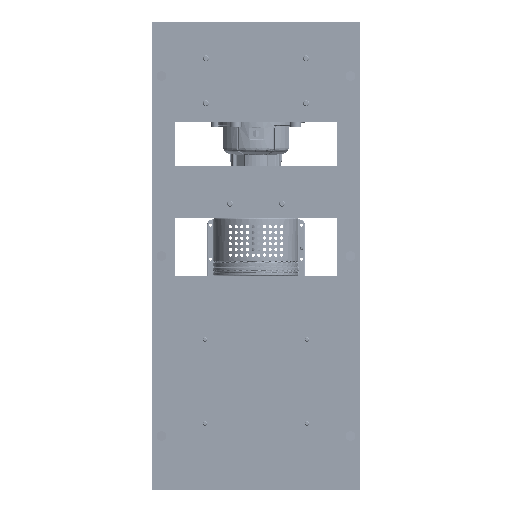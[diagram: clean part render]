
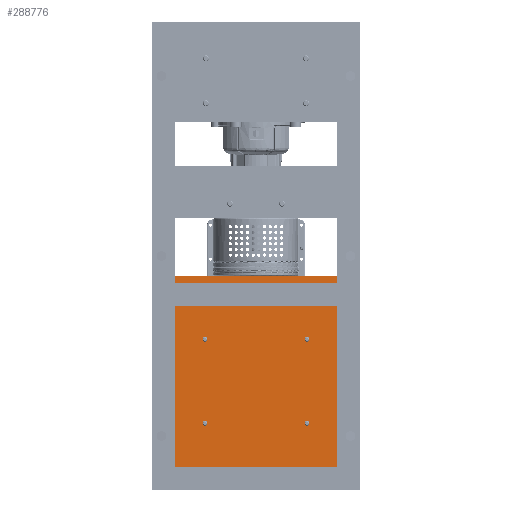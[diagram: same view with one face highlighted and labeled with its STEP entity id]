
A CAD part, front view. The second image highlights one B-rep face of the part: STEP entity #288776.
In plain terms, the highlighted planar face has unit normal (0, -1, 0).
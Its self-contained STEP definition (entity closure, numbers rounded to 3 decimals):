
#1160 = CARTESIAN_POINT ( 'NONE',  ( 8.75, 0., 8.29 ) ) ;
#8460 = PLANE ( 'NONE',  #367439 ) ;
#12946 = DIRECTION ( 'NONE',  ( 0., 0., 1. ) ) ;
#14221 = FACE_BOUND ( 'NONE', #362637, .T. ) ;
#14547 = LINE ( 'NONE', #142783, #332047 ) ;
#15078 = CARTESIAN_POINT ( 'NONE',  ( -8.75, 0., -8.29 ) ) ;
#16809 = LINE ( 'NONE', #83860, #52305 ) ;
#19086 = ORIENTED_EDGE ( 'NONE', *, *, #346434, .F. ) ;
#24740 = CIRCLE ( 'NONE', #276876, 0.203 ) ;
#26235 = CARTESIAN_POINT ( 'NONE',  ( -8.75, 0., 8.29 ) ) ;
#29428 = VERTEX_POINT ( 'NONE', #290198 ) ;
#33452 = CARTESIAN_POINT ( 'NONE',  ( 3.655, 0., 4.25 ) ) ;
#34535 = VECTOR ( 'NONE', #103081, 39.37 ) ;
#34649 = ORIENTED_EDGE ( 'NONE', *, *, #367134, .F. ) ;
#46964 = EDGE_CURVE ( 'NONE', #346635, #272722, #222723, .T. ) ;
#48412 = CARTESIAN_POINT ( 'NONE',  ( 3.655, 0., -4.25 ) ) ;
#52305 = VECTOR ( 'NONE', #257570, 39.37 ) ;
#52662 = AXIS2_PLACEMENT_3D ( 'NONE', #378365, #283673, #380321 ) ;
#58142 = VERTEX_POINT ( 'NONE', #1160 ) ;
#58611 = CIRCLE ( 'NONE', #184842, 0.203 ) ;
#65264 = AXIS2_PLACEMENT_3D ( 'NONE', #191435, #104544, #219059 ) ;
#71433 = CIRCLE ( 'NONE', #65264, 0.203 ) ;
#72501 = AXIS2_PLACEMENT_3D ( 'NONE', #340641, #312925, #12946 ) ;
#74151 = CARTESIAN_POINT ( 'NONE',  ( -3.548, 0., -4.25 ) ) ;
#74362 = DIRECTION ( 'NONE',  ( -1., 0., 0. ) ) ;
#83860 = CARTESIAN_POINT ( 'NONE',  ( -8.75, 0., -8.29 ) ) ;
#84205 = CARTESIAN_POINT ( 'NONE',  ( 3.452, 0., -4.25 ) ) ;
#91501 = VERTEX_POINT ( 'NONE', #26235 ) ;
#94166 = CARTESIAN_POINT ( 'NONE',  ( -3.751, 0., -4.25 ) ) ;
#98002 = DIRECTION ( 'NONE',  ( 0., 0., 1. ) ) ;
#101680 = CARTESIAN_POINT ( 'NONE',  ( 3.249, 0., -4.25 ) ) ;
#103081 = DIRECTION ( 'NONE',  ( 0., 0., -1. ) ) ;
#104504 = ORIENTED_EDGE ( 'NONE', *, *, #336837, .F. ) ;
#104544 = DIRECTION ( 'NONE',  ( 0., -1., 0. ) ) ;
#105066 = DIRECTION ( 'NONE',  ( 0., 0., 1. ) ) ;
#113731 = CARTESIAN_POINT ( 'NONE',  ( -8.75, 0., -8.29 ) ) ;
#121507 = AXIS2_PLACEMENT_3D ( 'NONE', #384418, #321255, #378550 ) ;
#121589 = EDGE_CURVE ( 'NONE', #382137, #257609, #58611, .T. ) ;
#126956 = FACE_BOUND ( 'NONE', #168396, .T. ) ;
#127664 = CIRCLE ( 'NONE', #121507, 0.203 ) ;
#128883 = FACE_OUTER_BOUND ( 'NONE', #188034, .T. ) ;
#129457 = CIRCLE ( 'NONE', #72501, 0.203 ) ;
#133708 = ORIENTED_EDGE ( 'NONE', *, *, #240165, .F. ) ;
#134610 = LINE ( 'NONE', #345734, #34535 ) ;
#139556 = ORIENTED_EDGE ( 'NONE', *, *, #360821, .F. ) ;
#142783 = CARTESIAN_POINT ( 'NONE',  ( -8.75, 0., 8.29 ) ) ;
#143352 = LINE ( 'NONE', #113731, #198186 ) ;
#144771 = DIRECTION ( 'NONE',  ( 0., -1., 0. ) ) ;
#147384 = DIRECTION ( 'NONE',  ( 0., -1., 0. ) ) ;
#154115 = DIRECTION ( 'NONE',  ( 0., 0., 1. ) ) ;
#157984 = CARTESIAN_POINT ( 'NONE',  ( -3.548, 0., -4.25 ) ) ;
#160337 = EDGE_CURVE ( 'NONE', #272722, #346635, #277938, .T. ) ;
#168396 = EDGE_LOOP ( 'NONE', ( #19086, #253059 ) ) ;
#179229 = CARTESIAN_POINT ( 'NONE',  ( -3.751, 0., 4.25 ) ) ;
#184216 = ORIENTED_EDGE ( 'NONE', *, *, #216471, .F. ) ;
#184842 = AXIS2_PLACEMENT_3D ( 'NONE', #294705, #144771, #267043 ) ;
#188034 = EDGE_LOOP ( 'NONE', ( #231243, #133708, #139556, #34649 ) ) ;
#190045 = FACE_BOUND ( 'NONE', #241948, .T. ) ;
#191435 = CARTESIAN_POINT ( 'NONE',  ( -3.548, 0., 4.25 ) ) ;
#195849 = DIRECTION ( 'NONE',  ( 0., 1., 0. ) ) ;
#198186 = VECTOR ( 'NONE', #74362, 39.37 ) ;
#204587 = DIRECTION ( 'NONE',  ( 0., 0., 1. ) ) ;
#208464 = VERTEX_POINT ( 'NONE', #94166 ) ;
#209535 = ORIENTED_EDGE ( 'NONE', *, *, #160337, .F. ) ;
#216471 = EDGE_CURVE ( 'NONE', #29428, #292428, #127664, .T. ) ;
#219059 = DIRECTION ( 'NONE',  ( 0., 0., 1. ) ) ;
#219578 = CARTESIAN_POINT ( 'NONE',  ( 0., 0., 0. ) ) ;
#222723 = CIRCLE ( 'NONE', #52662, 0.203 ) ;
#227638 = DIRECTION ( 'NONE',  ( 1., 0., 0. ) ) ;
#231243 = ORIENTED_EDGE ( 'NONE', *, *, #367659, .F. ) ;
#237457 = EDGE_LOOP ( 'NONE', ( #104504, #184216 ) ) ;
#240165 = EDGE_CURVE ( 'NONE', #91501, #58142, #14547, .T. ) ;
#241149 = VERTEX_POINT ( 'NONE', #15078 ) ;
#241948 = EDGE_LOOP ( 'NONE', ( #209535, #320196 ) ) ;
#253059 = ORIENTED_EDGE ( 'NONE', *, *, #121589, .F. ) ;
#257570 = DIRECTION ( 'NONE',  ( 0., 0., 1. ) ) ;
#257609 = VERTEX_POINT ( 'NONE', #381841 ) ;
#267043 = DIRECTION ( 'NONE',  ( 0., 0., 1. ) ) ;
#272722 = VERTEX_POINT ( 'NONE', #101680 ) ;
#275010 = EDGE_CURVE ( 'NONE', #299940, #208464, #24740, .T. ) ;
#276876 = AXIS2_PLACEMENT_3D ( 'NONE', #74151, #312929, #98002 ) ;
#277938 = CIRCLE ( 'NONE', #347507, 0.203 ) ;
#280610 = ORIENTED_EDGE ( 'NONE', *, *, #275010, .F. ) ;
#281207 = CIRCLE ( 'NONE', #350538, 0.203 ) ;
#283673 = DIRECTION ( 'NONE',  ( 0., -1., 0. ) ) ;
#286522 = VERTEX_POINT ( 'NONE', #338374 ) ;
#288776 = ADVANCED_FACE ( 'NONE', ( #190045, #14221, #310352, #126956, #128883 ), #8460, .F. ) ;
#290198 = CARTESIAN_POINT ( 'NONE',  ( -3.345, 0., 4.25 ) ) ;
#292428 = VERTEX_POINT ( 'NONE', #179229 ) ;
#294705 = CARTESIAN_POINT ( 'NONE',  ( 3.452, 0., 4.25 ) ) ;
#299940 = VERTEX_POINT ( 'NONE', #385799 ) ;
#310352 = FACE_BOUND ( 'NONE', #237457, .T. ) ;
#312925 = DIRECTION ( 'NONE',  ( 0., -1., 0. ) ) ;
#312929 = DIRECTION ( 'NONE',  ( 0., -1., 0. ) ) ;
#320196 = ORIENTED_EDGE ( 'NONE', *, *, #46964, .F. ) ;
#321255 = DIRECTION ( 'NONE',  ( 0., -1., 0. ) ) ;
#332047 = VECTOR ( 'NONE', #227638, 39.37 ) ;
#336837 = EDGE_CURVE ( 'NONE', #292428, #29428, #71433, .T. ) ;
#338374 = CARTESIAN_POINT ( 'NONE',  ( 8.75, 0., -8.29 ) ) ;
#340641 = CARTESIAN_POINT ( 'NONE',  ( 3.452, 0., 4.25 ) ) ;
#345734 = CARTESIAN_POINT ( 'NONE',  ( 8.75, 0., -8.29 ) ) ;
#346434 = EDGE_CURVE ( 'NONE', #257609, #382137, #129457, .T. ) ;
#346635 = VERTEX_POINT ( 'NONE', #48412 ) ;
#347507 = AXIS2_PLACEMENT_3D ( 'NONE', #84205, #147384, #204587 ) ;
#349716 = EDGE_CURVE ( 'NONE', #208464, #299940, #281207, .T. ) ;
#350538 = AXIS2_PLACEMENT_3D ( 'NONE', #157984, #369085, #154115 ) ;
#360821 = EDGE_CURVE ( 'NONE', #241149, #91501, #16809, .T. ) ;
#362637 = EDGE_LOOP ( 'NONE', ( #388456, #280610 ) ) ;
#367134 = EDGE_CURVE ( 'NONE', #286522, #241149, #143352, .T. ) ;
#367439 = AXIS2_PLACEMENT_3D ( 'NONE', #219578, #195849, #105066 ) ;
#367659 = EDGE_CURVE ( 'NONE', #58142, #286522, #134610, .T. ) ;
#369085 = DIRECTION ( 'NONE',  ( 0., -1., 0. ) ) ;
#378365 = CARTESIAN_POINT ( 'NONE',  ( 3.452, 0., -4.25 ) ) ;
#378550 = DIRECTION ( 'NONE',  ( 0., 0., 1. ) ) ;
#380321 = DIRECTION ( 'NONE',  ( 0., 0., 1. ) ) ;
#381841 = CARTESIAN_POINT ( 'NONE',  ( 3.249, 0., 4.25 ) ) ;
#382137 = VERTEX_POINT ( 'NONE', #33452 ) ;
#384418 = CARTESIAN_POINT ( 'NONE',  ( -3.548, 0., 4.25 ) ) ;
#385799 = CARTESIAN_POINT ( 'NONE',  ( -3.345, 0., -4.25 ) ) ;
#388456 = ORIENTED_EDGE ( 'NONE', *, *, #349716, .F. ) ;
